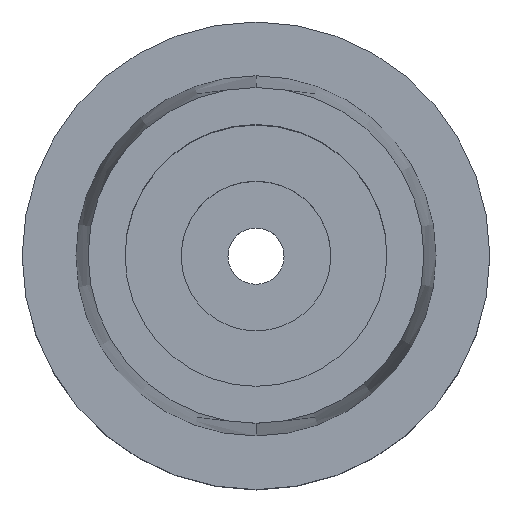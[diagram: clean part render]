
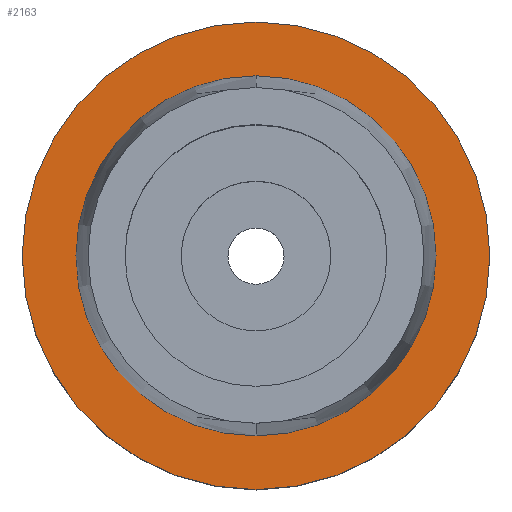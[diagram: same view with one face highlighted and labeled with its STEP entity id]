
A CAD part, top view. The second image highlights one B-rep face of the part: STEP entity #2163.
In plain terms, the highlighted planar face has unit normal (0, 0, 1).
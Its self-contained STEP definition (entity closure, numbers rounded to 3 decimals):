
#48 = CARTESIAN_POINT ( 'NONE',  ( 0., 0., 0. ) ) ;
#155 = EDGE_CURVE ( 'NONE', #781, #2490, #2598, .T. ) ;
#176 = DIRECTION ( 'NONE',  ( 0., 0., 1. ) ) ;
#191 = CARTESIAN_POINT ( 'NONE',  ( 0., 12.5, 0. ) ) ;
#232 = DIRECTION ( 'NONE',  ( 0., 0., -1. ) ) ;
#275 = CARTESIAN_POINT ( 'NONE',  ( 0., -9.625, 0. ) ) ;
#340 = DIRECTION ( 'NONE',  ( 0., 0., 1. ) ) ;
#390 = AXIS2_PLACEMENT_3D ( 'NONE', #540, #340, #1808 ) ;
#454 = EDGE_CURVE ( 'NONE', #2490, #781, #615, .T. ) ;
#540 = CARTESIAN_POINT ( 'NONE',  ( 0., 0., 0. ) ) ;
#581 = DIRECTION ( 'NONE',  ( 0., 0., -1. ) ) ;
#615 = CIRCLE ( 'NONE', #2053, 12.5 ) ;
#729 = EDGE_CURVE ( 'NONE', #2397, #1927, #1571, .T. ) ;
#781 = VERTEX_POINT ( 'NONE', #191 ) ;
#809 = DIRECTION ( 'NONE',  ( 0., -1., 0. ) ) ;
#812 = ORIENTED_EDGE ( 'NONE', *, *, #1340, .F. ) ;
#825 = DIRECTION ( 'NONE',  ( 0., 0., 1. ) ) ;
#837 = AXIS2_PLACEMENT_3D ( 'NONE', #48, #232, #1518 ) ;
#954 = CARTESIAN_POINT ( 'NONE',  ( 0., -12.5, 0. ) ) ;
#988 = ORIENTED_EDGE ( 'NONE', *, *, #729, .F. ) ;
#1011 = ORIENTED_EDGE ( 'NONE', *, *, #155, .F. ) ;
#1042 = EDGE_LOOP ( 'NONE', ( #812, #988 ) ) ;
#1221 = DIRECTION ( 'NONE',  ( 1., 0., 0. ) ) ;
#1231 = CIRCLE ( 'NONE', #2648, 9.625 ) ;
#1335 = EDGE_LOOP ( 'NONE', ( #1011, #2510 ) ) ;
#1340 = EDGE_CURVE ( 'NONE', #1927, #2397, #1231, .T. ) ;
#1378 = CARTESIAN_POINT ( 'NONE',  ( 0., 9.625, 0. ) ) ;
#1398 = CARTESIAN_POINT ( 'NONE',  ( 0., 0., 0. ) ) ;
#1518 = DIRECTION ( 'NONE',  ( 0., 1., 0. ) ) ;
#1571 = CIRCLE ( 'NONE', #390, 9.625 ) ;
#1652 = FACE_BOUND ( 'NONE', #1042, .T. ) ;
#1804 = DIRECTION ( 'NONE',  ( 0., 1., 0. ) ) ;
#1808 = DIRECTION ( 'NONE',  ( 0., -1., 0. ) ) ;
#1851 = CARTESIAN_POINT ( 'NONE',  ( 0., 0., 0. ) ) ;
#1927 = VERTEX_POINT ( 'NONE', #1378 ) ;
#1956 = AXIS2_PLACEMENT_3D ( 'NONE', #1851, #176, #1221 ) ;
#2039 = CARTESIAN_POINT ( 'NONE',  ( 0., 0., 0. ) ) ;
#2053 = AXIS2_PLACEMENT_3D ( 'NONE', #2039, #581, #809 ) ;
#2098 = PLANE ( 'NONE',  #1956 ) ;
#2163 = ADVANCED_FACE ( 'NONE', ( #2677, #1652 ), #2098, .T. ) ;
#2397 = VERTEX_POINT ( 'NONE', #275 ) ;
#2490 = VERTEX_POINT ( 'NONE', #954 ) ;
#2510 = ORIENTED_EDGE ( 'NONE', *, *, #454, .F. ) ;
#2598 = CIRCLE ( 'NONE', #837, 12.5 ) ;
#2648 = AXIS2_PLACEMENT_3D ( 'NONE', #1398, #825, #1804 ) ;
#2677 = FACE_OUTER_BOUND ( 'NONE', #1335, .T. ) ;
